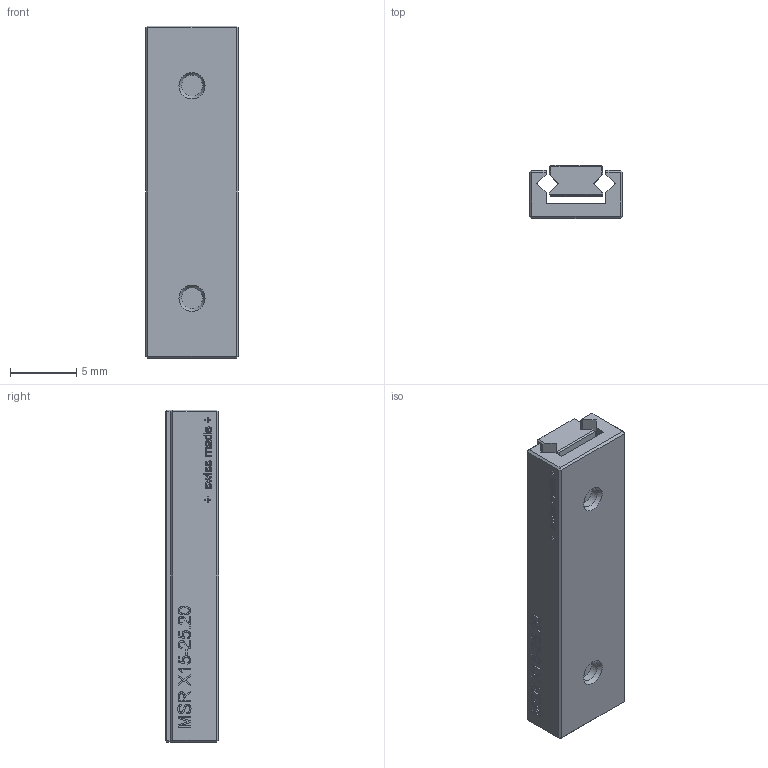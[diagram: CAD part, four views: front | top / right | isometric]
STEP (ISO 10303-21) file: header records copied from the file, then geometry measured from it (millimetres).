
FILE_DESCRIPTION(('FreeCAD Model'),'2;1');
FILE_NAME('MSR X15-25.20.step','2020-04-05T11:50:20',('Author'), (''),'Open CASCADE STEP processor 6.8','FreeCAD','Unknown');
FILE_SCHEMA(('AUTOMOTIVE_DESIGN_CC2 { 1 2 10303 214 -1 1 5 4 }'));
Length unit declared in the file: millimetre
Products named in the file (3): ASSEMBLY; TT; DP
Assembly tree (2 placements, depth 2):
  ASSEMBLY
    TT
    DP
Bounding box: 7 x 4 x 25 mm (x, y, z)
Volume: 506.3 mm3; surface area: 1103.4 mm2
Topology: 2 solids, 2 shells, 608 faces, 1665 edges, 1094 vertices
Faces by surface type: extrusion 323, plane 277, cylinder 6, cone 2
Full cylindrical faces by diameter (mm): 1.6 x4, 2.72 x2
Entity records: 41161 total; most frequent: CARTESIAN_POINT 9950, DIRECTION 4606, VECTOR 3992, LINE 3669, ORIENTED_EDGE 3330, PCURVE 3330, DEFINITIONAL_REPRESENTATION 3330, EDGE_CURVE 1665
